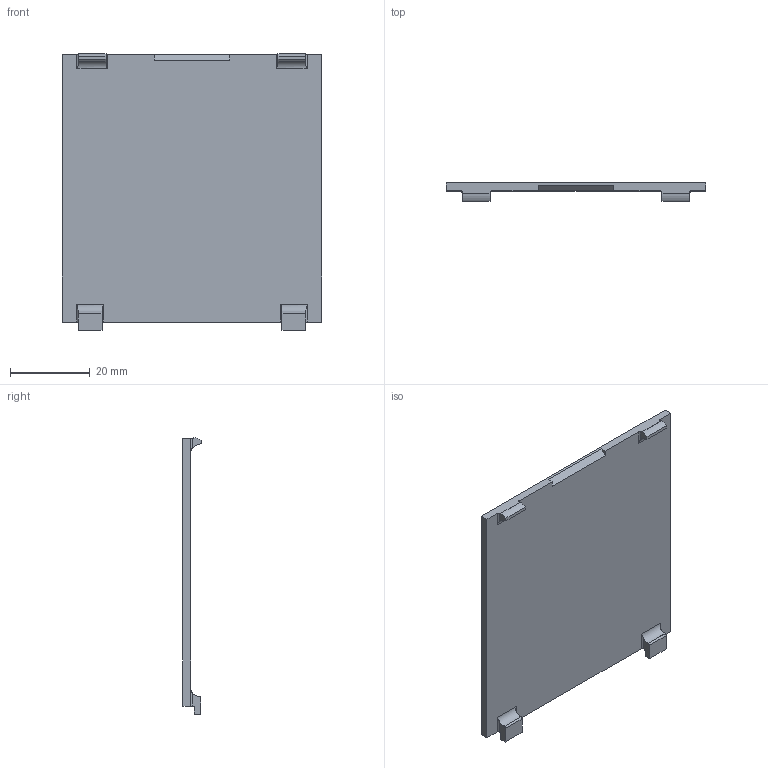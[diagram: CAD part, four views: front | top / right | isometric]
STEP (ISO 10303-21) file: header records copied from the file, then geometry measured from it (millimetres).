
FILE_DESCRIPTION (( 'STEP AP214' ), '1' );
FILE_NAME ('M102 ROM door Mk2.STEP', '2023-09-21T14:53:05', ( '' ), ( '' ), 'SwSTEP 2.0', 'SolidWorks 2023', '' );
FILE_SCHEMA (( 'AUTOMOTIVE_DESIGN' ));
Length unit declared in the file: millimetre
Products named in the file (1): M102 ROM door Mk2
Bounding box: 65 x 4.6 x 69.16 mm (x, y, z)
Volume: 8864.6 mm3; surface area: 9414.6 mm2
Topology: 1 solids, 1 shells, 49 faces, 141 edges, 94 vertices
Faces by surface type: plane 31, cylinder 18
Entity records: 1666 total; most frequent: CARTESIAN_POINT 341, ORIENTED_EDGE 282, DIRECTION 261, EDGE_CURVE 141, LINE 105, VECTOR 105, VERTEX_POINT 94, AXIS2_PLACEMENT_3D 78
